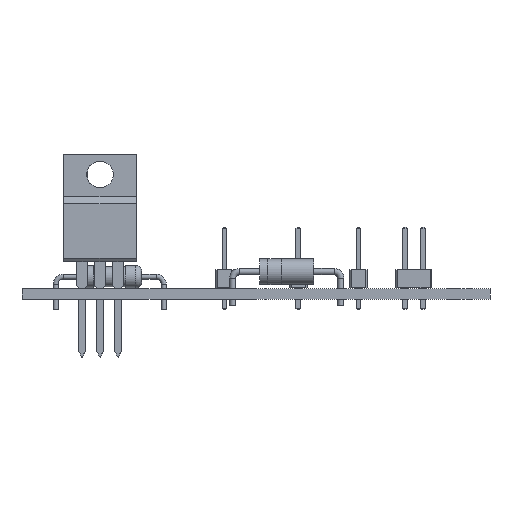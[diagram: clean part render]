
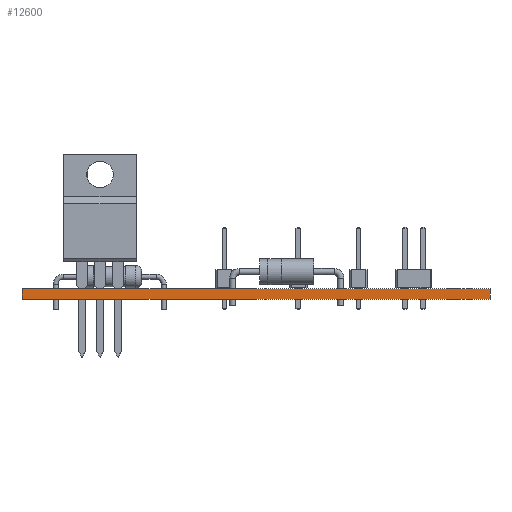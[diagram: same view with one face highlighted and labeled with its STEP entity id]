
A CAD part, front view. The second image highlights one B-rep face of the part: STEP entity #12600.
In plain terms, the highlighted planar face has unit normal (0, -1, 0).
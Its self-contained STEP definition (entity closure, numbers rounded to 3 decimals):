
#12600 = ADVANCED_FACE('',(#12601),#12635,.T.);
#12601 = FACE_BOUND('',#12602,.T.);
#12602 = EDGE_LOOP('',(#12603,#12613,#12621,#12629));
#12603 = ORIENTED_EDGE('',*,*,#12604,.T.);
#12604 = EDGE_CURVE('',#12605,#12607,#12609,.T.);
#12605 = VERTEX_POINT('',#12606);
#12606 = CARTESIAN_POINT('',(98.5,-105.5,0.));
#12607 = VERTEX_POINT('',#12608);
#12608 = CARTESIAN_POINT('',(98.5,-105.5,1.51));
#12609 = LINE('',#12610,#12611);
#12610 = CARTESIAN_POINT('',(98.5,-105.5,0.));
#12611 = VECTOR('',#12612,1.);
#12612 = DIRECTION('',(0.,0.,1.));
#12613 = ORIENTED_EDGE('',*,*,#12614,.T.);
#12614 = EDGE_CURVE('',#12607,#12615,#12617,.T.);
#12615 = VERTEX_POINT('',#12616);
#12616 = CARTESIAN_POINT('',(32.5,-105.5,1.51));
#12617 = LINE('',#12618,#12619);
#12618 = CARTESIAN_POINT('',(98.5,-105.5,1.51));
#12619 = VECTOR('',#12620,1.);
#12620 = DIRECTION('',(-1.,0.,0.));
#12621 = ORIENTED_EDGE('',*,*,#12622,.F.);
#12622 = EDGE_CURVE('',#12623,#12615,#12625,.T.);
#12623 = VERTEX_POINT('',#12624);
#12624 = CARTESIAN_POINT('',(32.5,-105.5,0.));
#12625 = LINE('',#12626,#12627);
#12626 = CARTESIAN_POINT('',(32.5,-105.5,0.));
#12627 = VECTOR('',#12628,1.);
#12628 = DIRECTION('',(0.,0.,1.));
#12629 = ORIENTED_EDGE('',*,*,#12630,.F.);
#12630 = EDGE_CURVE('',#12605,#12623,#12631,.T.);
#12631 = LINE('',#12632,#12633);
#12632 = CARTESIAN_POINT('',(98.5,-105.5,0.));
#12633 = VECTOR('',#12634,1.);
#12634 = DIRECTION('',(-1.,0.,0.));
#12635 = PLANE('',#12636);
#12636 = AXIS2_PLACEMENT_3D('',#12637,#12638,#12639);
#12637 = CARTESIAN_POINT('',(98.5,-105.5,0.));
#12638 = DIRECTION('',(0.,-1.,0.));
#12639 = DIRECTION('',(-1.,0.,0.));
